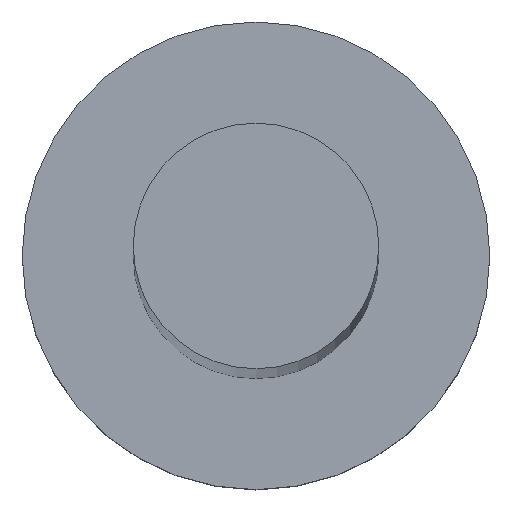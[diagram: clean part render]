
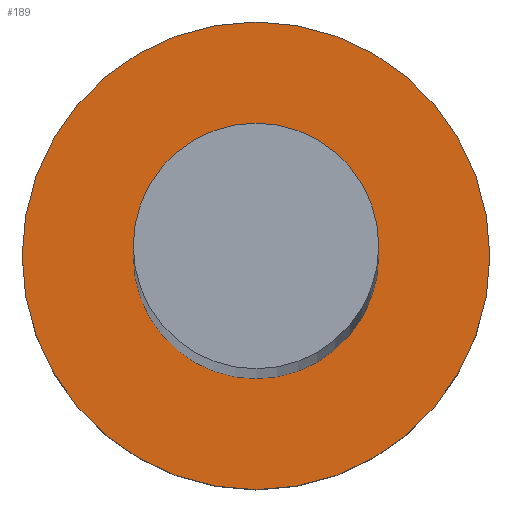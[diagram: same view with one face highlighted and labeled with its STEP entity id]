
A CAD part, top view. The second image highlights one B-rep face of the part: STEP entity #189.
In plain terms, the highlighted planar face has unit normal (0, 0, 1).
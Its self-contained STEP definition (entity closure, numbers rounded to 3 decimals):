
#8 = CARTESIAN_POINT ( 'NONE',  ( 0., 0., 3. ) ) ;
#9 = VERTEX_POINT ( 'NONE', #62 ) ;
#20 = CARTESIAN_POINT ( 'NONE',  ( -2.1, 0., 3. ) ) ;
#22 = ORIENTED_EDGE ( 'NONE', *, *, #47, .T. ) ;
#23 = DIRECTION ( 'NONE',  ( 0., 0., 1. ) ) ;
#24 = CARTESIAN_POINT ( 'NONE',  ( -4., 0., 3. ) ) ;
#26 = DIRECTION ( 'NONE',  ( 1., 0., 0. ) ) ;
#33 = CIRCLE ( 'NONE', #175, 2.1 ) ;
#42 = DIRECTION ( 'NONE',  ( 0., 0., 1. ) ) ;
#43 = DIRECTION ( 'NONE',  ( 0., 0., 1. ) ) ;
#47 = EDGE_CURVE ( 'NONE', #137, #200, #88, .T. ) ;
#51 = CIRCLE ( 'NONE', #142, 4. ) ;
#58 = DIRECTION ( 'NONE',  ( 1., 0., 0. ) ) ;
#62 = CARTESIAN_POINT ( 'NONE',  ( 2.1, 0., 3. ) ) ;
#68 = ORIENTED_EDGE ( 'NONE', *, *, #184, .F. ) ;
#77 = CARTESIAN_POINT ( 'NONE',  ( 4., 0., 3. ) ) ;
#83 = AXIS2_PLACEMENT_3D ( 'NONE', #219, #43, #115 ) ;
#84 = EDGE_LOOP ( 'NONE', ( #68, #120 ) ) ;
#88 = CIRCLE ( 'NONE', #83, 4. ) ;
#96 = VERTEX_POINT ( 'NONE', #20 ) ;
#97 = DIRECTION ( 'NONE',  ( 0., 0., 1. ) ) ;
#115 = DIRECTION ( 'NONE',  ( 1., 0., 0. ) ) ;
#118 = DIRECTION ( 'NONE',  ( 0., 0., 1. ) ) ;
#120 = ORIENTED_EDGE ( 'NONE', *, *, #196, .F. ) ;
#129 = PLANE ( 'NONE',  #245 ) ;
#134 = AXIS2_PLACEMENT_3D ( 'NONE', #238, #97, #26 ) ;
#135 = EDGE_LOOP ( 'NONE', ( #139, #22 ) ) ;
#137 = VERTEX_POINT ( 'NONE', #77 ) ;
#139 = ORIENTED_EDGE ( 'NONE', *, *, #180, .T. ) ;
#142 = AXIS2_PLACEMENT_3D ( 'NONE', #199, #118, #58 ) ;
#160 = CIRCLE ( 'NONE', #134, 2.1 ) ;
#175 = AXIS2_PLACEMENT_3D ( 'NONE', #8, #23, #241 ) ;
#180 = EDGE_CURVE ( 'NONE', #200, #137, #51, .T. ) ;
#184 = EDGE_CURVE ( 'NONE', #96, #9, #33, .T. ) ;
#189 = ADVANCED_FACE ( 'NONE', ( #235, #204 ), #129, .T. ) ;
#196 = EDGE_CURVE ( 'NONE', #9, #96, #160, .T. ) ;
#199 = CARTESIAN_POINT ( 'NONE',  ( 0., 0., 3. ) ) ;
#200 = VERTEX_POINT ( 'NONE', #24 ) ;
#202 = DIRECTION ( 'NONE',  ( 1., 0., 0. ) ) ;
#204 = FACE_OUTER_BOUND ( 'NONE', #135, .T. ) ;
#216 = CARTESIAN_POINT ( 'NONE',  ( 0., 0., 3. ) ) ;
#219 = CARTESIAN_POINT ( 'NONE',  ( 0., 0., 3. ) ) ;
#235 = FACE_BOUND ( 'NONE', #84, .T. ) ;
#238 = CARTESIAN_POINT ( 'NONE',  ( 0., 0., 3. ) ) ;
#241 = DIRECTION ( 'NONE',  ( 1., 0., 0. ) ) ;
#245 = AXIS2_PLACEMENT_3D ( 'NONE', #216, #42, #202 ) ;
